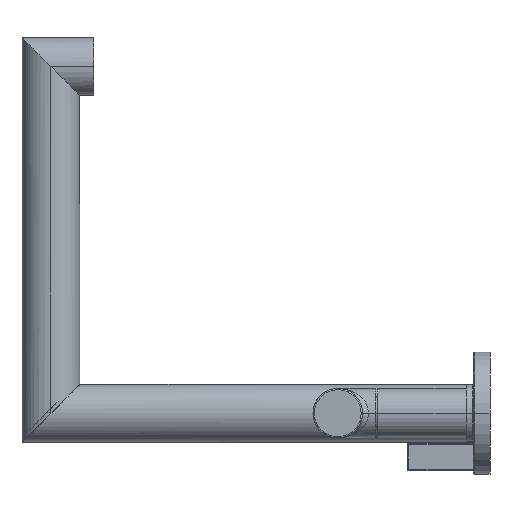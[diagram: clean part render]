
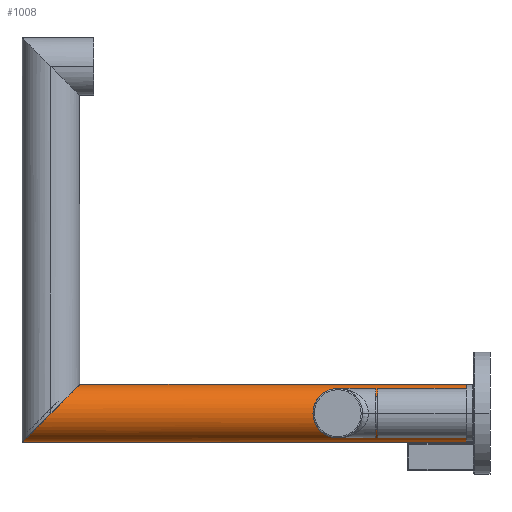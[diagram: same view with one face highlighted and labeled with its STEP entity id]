
A CAD part, left-side view. The second image highlights one B-rep face of the part: STEP entity #1008.
In plain terms, the highlighted cylindrical face has radius 11.113 mm (diameter 22.225 mm), a partial arc.
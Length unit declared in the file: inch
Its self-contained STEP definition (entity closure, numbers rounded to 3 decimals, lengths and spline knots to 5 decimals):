
#214=CARTESIAN_POINT('',(0.,7.0875,-0.4375));
#224=CARTESIAN_POINT('',(0.,6.2125,0.4375));
#225=CARTESIAN_POINT('',(-0.04401,6.2125,0.4375));
#226=CARTESIAN_POINT('',(-0.11524,6.22437,
0.42563));
#227=CARTESIAN_POINT('',(-0.20005,6.25776,
0.39224));
#228=CARTESIAN_POINT('',(-0.26928,6.30216,
0.34784));
#229=CARTESIAN_POINT('',(-0.34527,6.37291,
0.27709));
#230=CARTESIAN_POINT('',(-0.41295,6.48065,
0.16935));
#231=CARTESIAN_POINT('',(-0.4375,6.58776,
0.06224));
#232=CARTESIAN_POINT('',(-0.4375,6.65,0.));
#266=DIRECTION('',(0.,1.,0.));
#267=VECTOR('',#266,5.9625);
#268=CARTESIAN_POINT('',(0.,0.25,0.4375));
#269=LINE('',#268,#267);
#300=CARTESIAN_POINT('',(0.,0.25,0.));
#301=DIRECTION('',(0.,1.,0.));
#302=DIRECTION('',(0.,0.,-1.));
#303=AXIS2_PLACEMENT_3D('',#300,#301,#302);
#305=CARTESIAN_POINT('',(0.,0.25,0.));
#306=DIRECTION('',(0.,1.,0.));
#307=DIRECTION('',(-1.,0.,0.));
#308=AXIS2_PLACEMENT_3D('',#305,#306,#307);
#408=DIRECTION('',(0.,1.,0.));
#409=VECTOR('',#408,6.8375);
#410=CARTESIAN_POINT('',(0.,0.25,-0.4375));
#411=LINE('',#410,#409);
#412=CARTESIAN_POINT('',(0.,7.0875,-0.4375));
#413=CARTESIAN_POINT('',(-0.04401,7.0875,-0.4375));
#414=CARTESIAN_POINT('',(-0.11524,7.07563,
-0.42563));
#415=CARTESIAN_POINT('',(-0.20005,7.04224,
-0.39224));
#416=CARTESIAN_POINT('',(-0.26928,6.99784,
-0.34784));
#417=CARTESIAN_POINT('',(-0.34527,6.92709,
-0.27709));
#418=CARTESIAN_POINT('',(-0.41295,6.81935,
-0.16935));
#419=CARTESIAN_POINT('',(-0.4375,6.71224,
-0.06224));
#420=CARTESIAN_POINT('',(-0.4375,6.65,0.));
#608=CARTESIAN_POINT('',(0.,0.25,0.4375));
#610=VERTEX_POINT('',#608);
#612=CARTESIAN_POINT('',(0.,0.25,-0.4375));
#613=VERTEX_POINT('',#612);
#614=CARTESIAN_POINT('',(-0.4375,0.25,0.));
#615=VERTEX_POINT('',#614);
#644=CARTESIAN_POINT('',(0.,6.2125,0.4375));
#645=VERTEX_POINT('',#644);
#647=VERTEX_POINT('',#214);
#648=VERTEX_POINT('',#420);
#995=CARTESIAN_POINT('',(0.,0.25,0.));
#996=DIRECTION('',(0.,1.,0.));
#997=DIRECTION('',(1.,0.,0.));
#998=AXIS2_PLACEMENT_3D('',#995,#996,#997);
#999=CYLINDRICAL_SURFACE('',#998,0.4375);
#1000=ORIENTED_EDGE('',*,*,#894,.F.);
#1001=ORIENTED_EDGE('',*,*,#892,.F.);
#1002=ORIENTED_EDGE('',*,*,#870,.T.);
#1003=ORIENTED_EDGE('',*,*,#848,.T.);
#1004=ORIENTED_EDGE('',*,*,#846,.F.);
#1005=ORIENTED_EDGE('',*,*,#866,.F.);
#1006=EDGE_LOOP('',(#1000,#1001,#1002,#1003,#1004,#1005));
#1007=FACE_OUTER_BOUND('',#1006,.F.);
#1008=ADVANCED_FACE('',(#1007),#999,.T.);
#233=B_SPLINE_CURVE_WITH_KNOTS('',3,(#224,#225,#226,#227,#228,#229,#230,#231,
#232),.UNSPECIFIED.,.F.,.F.,(4,1,1,1,1,1,4),(0.,0.125,0.25,0.375,0.5,
0.75,1.),.UNSPECIFIED.);
#304=CIRCLE('',#303,0.4375);
#309=CIRCLE('',#308,0.4375);
#421=B_SPLINE_CURVE_WITH_KNOTS('',3,(#412,#413,#414,#415,#416,#417,#418,#419,
#420),.UNSPECIFIED.,.F.,.F.,(4,1,1,1,1,1,4),(0.,0.125,0.25,0.375,0.5,
0.75,1.),.UNSPECIFIED.);
#846=EDGE_CURVE('',#645,#648,#233,.T.);
#848=EDGE_CURVE('',#647,#648,#421,.T.);
#866=EDGE_CURVE('',#610,#645,#269,.T.);
#870=EDGE_CURVE('',#613,#647,#411,.T.);
#892=EDGE_CURVE('',#613,#615,#304,.T.);
#894=EDGE_CURVE('',#615,#610,#309,.T.);
